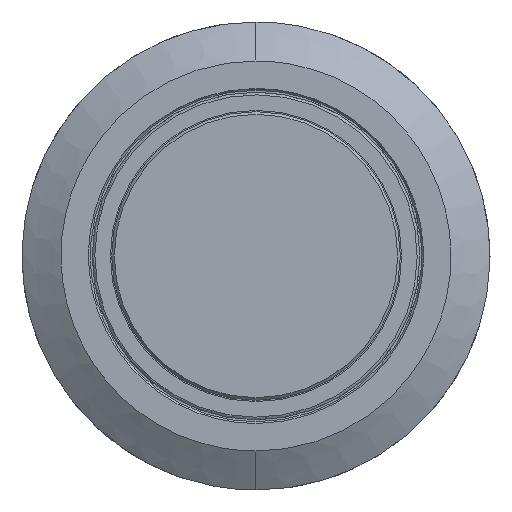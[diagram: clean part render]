
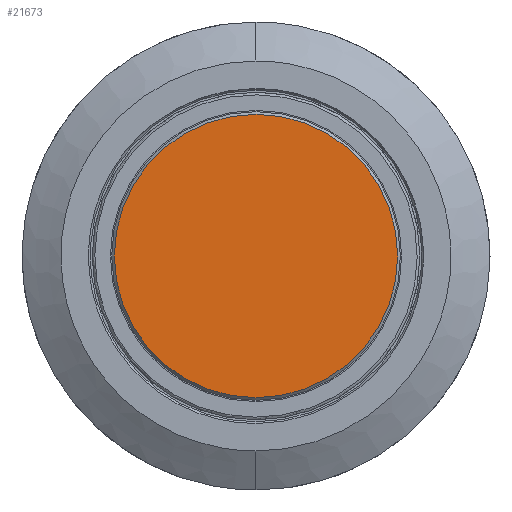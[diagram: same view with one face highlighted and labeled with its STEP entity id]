
A CAD part, left-side view. The second image highlights one B-rep face of the part: STEP entity #21673.
In plain terms, the highlighted planar face has unit normal (-1, 0, 0).
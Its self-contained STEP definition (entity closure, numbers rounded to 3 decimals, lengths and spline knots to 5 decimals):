
#6751=FACE_OUTER_BOUND('',#7909,.T.);
#7909=EDGE_LOOP('',(#19826));
#8047=CIRCLE('',#22614,0.21457);
#10159=VERTEX_POINT('',#73039);
#13381=EDGE_CURVE('',#10159,#10159,#8047,.T.);
#19826=ORIENTED_EDGE('',*,*,#13381,.F.);
#20566=PLANE('',#22617);
#21673=ADVANCED_FACE('',(#6751),#20566,.F.);
#22614=AXIS2_PLACEMENT_3D('',#73041,#26561,#26562);
#22617=AXIS2_PLACEMENT_3D('',#73046,#26568,#26569);
#26561=DIRECTION('center_axis',(1.,0.,0.));
#26562=DIRECTION('ref_axis',(0.,0.,
1.));
#26568=DIRECTION('center_axis',(1.,0.,0.));
#26569=DIRECTION('ref_axis',(0.,-1.,0.));
#73039=CARTESIAN_POINT('',(-0.24409,0.,-0.21457));
#73041=CARTESIAN_POINT('Origin',(-0.24409,0.,
0.));
#73046=CARTESIAN_POINT('Origin',(-0.24409,0.,
0.));
